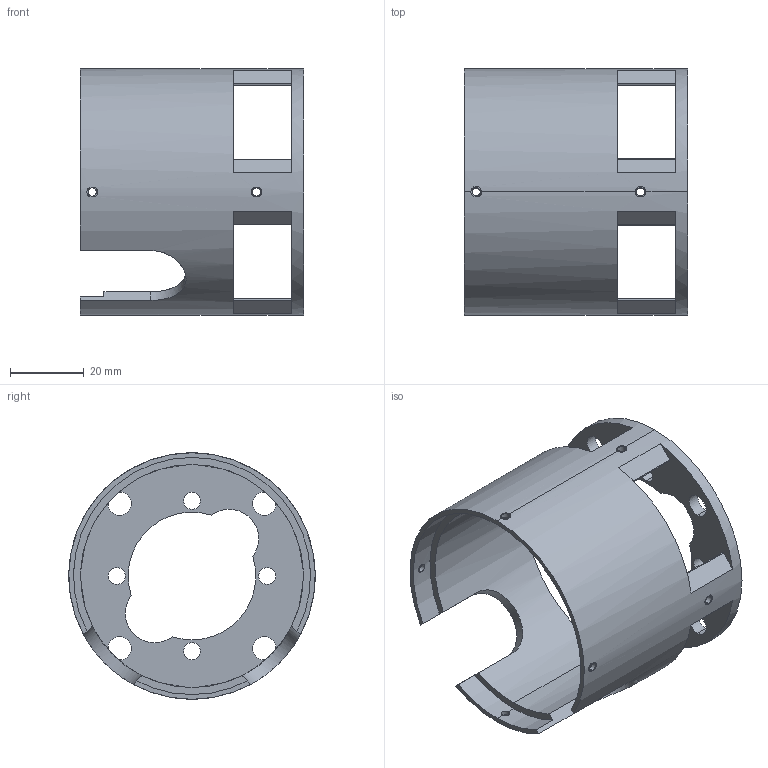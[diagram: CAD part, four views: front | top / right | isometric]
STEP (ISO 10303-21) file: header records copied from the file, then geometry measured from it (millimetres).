
FILE_DESCRIPTION (( 'STEP AP203' ), '1' );
FILE_NAME ('Ground Stem.STEP', '2021-10-25T17:41:59', ( '' ), ( '' ), 'SwSTEP 2.0', 'SolidWorks 2020', '' );
FILE_SCHEMA (( 'CONFIG_CONTROL_DESIGN' ));
Length unit declared in the file: inch
Products named in the file (1): Ground Stem
Bounding box: 60.33 x 66.67 x 66.67 mm (x, y, z)
Volume: 30980.2 mm3; surface area: 24189.2 mm2
Topology: 1 solids, 1 shells, 109 faces, 320 edges, 210 vertices
Faces by surface type: cylinder 79, plane 30
Entity records: 4455 total; most frequent: CARTESIAN_POINT 1348, ORIENTED_EDGE 640, DIRECTION 634, EDGE_CURVE 320, AXIS2_PLACEMENT_3D 248, VERTEX_POINT 210, EDGE_LOOP 148, LINE 138
